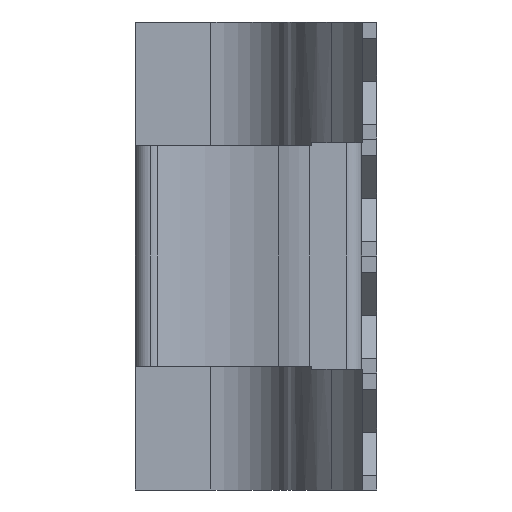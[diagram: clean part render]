
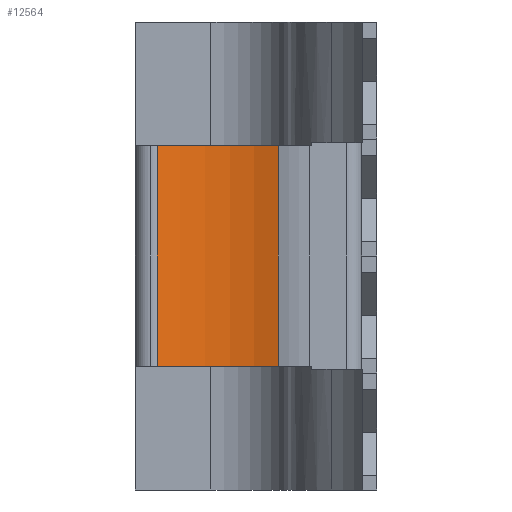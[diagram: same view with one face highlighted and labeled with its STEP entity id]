
A CAD part, left-side view. The second image highlights one B-rep face of the part: STEP entity #12564.
In plain terms, the highlighted cylindrical face has radius 5 mm (diameter 10 mm), a partial arc.
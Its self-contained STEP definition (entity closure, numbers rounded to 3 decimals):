
#395 = DIRECTION ( 'NONE',  ( 0., 0., -1. ) ) ;
#953 = CARTESIAN_POINT ( 'NONE',  ( 4.688, -1.74, 35.71 ) ) ;
#1029 = CARTESIAN_POINT ( 'NONE',  ( 0., 0., -11.4 ) ) ;
#1214 = CYLINDRICAL_SURFACE ( 'NONE', #12846, 5. ) ;
#1311 = VERTEX_POINT ( 'NONE', #7767 ) ;
#1942 = DIRECTION ( 'NONE',  ( 0., 0., -1. ) ) ;
#2297 = CARTESIAN_POINT ( 'NONE',  ( 4.688, -1.74, -11.4 ) ) ;
#2371 = DIRECTION ( 'NONE',  ( -1., 0., 0. ) ) ;
#2857 = LINE ( 'NONE', #953, #2871 ) ;
#2871 = VECTOR ( 'NONE', #11393, 1000. ) ;
#2887 = VERTEX_POINT ( 'NONE', #7296 ) ;
#2948 = VECTOR ( 'NONE', #395, 1000. ) ;
#4723 = EDGE_CURVE ( 'NONE', #12051, #1311, #6386, .T. ) ;
#6146 = AXIS2_PLACEMENT_3D ( 'NONE', #12992, #1942, #7106 ) ;
#6386 = LINE ( 'NONE', #12801, #2948 ) ;
#6848 = EDGE_CURVE ( 'NONE', #1311, #10629, #9584, .T. ) ;
#7106 = DIRECTION ( 'NONE',  ( 1., 0., 0. ) ) ;
#7228 = CIRCLE ( 'NONE', #6146, 5. ) ;
#7296 = CARTESIAN_POINT ( 'NONE',  ( 4.688, -1.74, -4.1 ) ) ;
#7482 = DIRECTION ( 'NONE',  ( 0., 0., -1. ) ) ;
#7550 = CARTESIAN_POINT ( 'NONE',  ( 0., 0., 35.71 ) ) ;
#7733 = EDGE_LOOP ( 'NONE', ( #9017, #11037, #13061, #8288 ) ) ;
#7767 = CARTESIAN_POINT ( 'NONE',  ( 4.454, 2.273, -11.4 ) ) ;
#8288 = ORIENTED_EDGE ( 'NONE', *, *, #10835, .F. ) ;
#8528 = DIRECTION ( 'NONE',  ( 0., 0., -1. ) ) ;
#9017 = ORIENTED_EDGE ( 'NONE', *, *, #4723, .T. ) ;
#9584 = CIRCLE ( 'NONE', #10900, 5. ) ;
#10612 = CARTESIAN_POINT ( 'NONE',  ( 4.454, 2.273, -4.1 ) ) ;
#10629 = VERTEX_POINT ( 'NONE', #2297 ) ;
#10835 = EDGE_CURVE ( 'NONE', #12051, #2887, #7228, .T. ) ;
#10900 = AXIS2_PLACEMENT_3D ( 'NONE', #1029, #8528, #12691 ) ;
#11037 = ORIENTED_EDGE ( 'NONE', *, *, #6848, .T. ) ;
#11337 = EDGE_CURVE ( 'NONE', #10629, #2887, #2857, .T. ) ;
#11393 = DIRECTION ( 'NONE',  ( 0., 0., 1. ) ) ;
#11654 = FACE_OUTER_BOUND ( 'NONE', #7733, .T. ) ;
#12051 = VERTEX_POINT ( 'NONE', #10612 ) ;
#12564 = ADVANCED_FACE ( 'NONE', ( #11654 ), #1214, .F. ) ;
#12691 = DIRECTION ( 'NONE',  ( -1., 0., 0. ) ) ;
#12801 = CARTESIAN_POINT ( 'NONE',  ( 4.454, 2.273, 35.71 ) ) ;
#12846 = AXIS2_PLACEMENT_3D ( 'NONE', #7550, #7482, #2371 ) ;
#12992 = CARTESIAN_POINT ( 'NONE',  ( 0., 0., -4.1 ) ) ;
#13061 = ORIENTED_EDGE ( 'NONE', *, *, #11337, .T. ) ;
